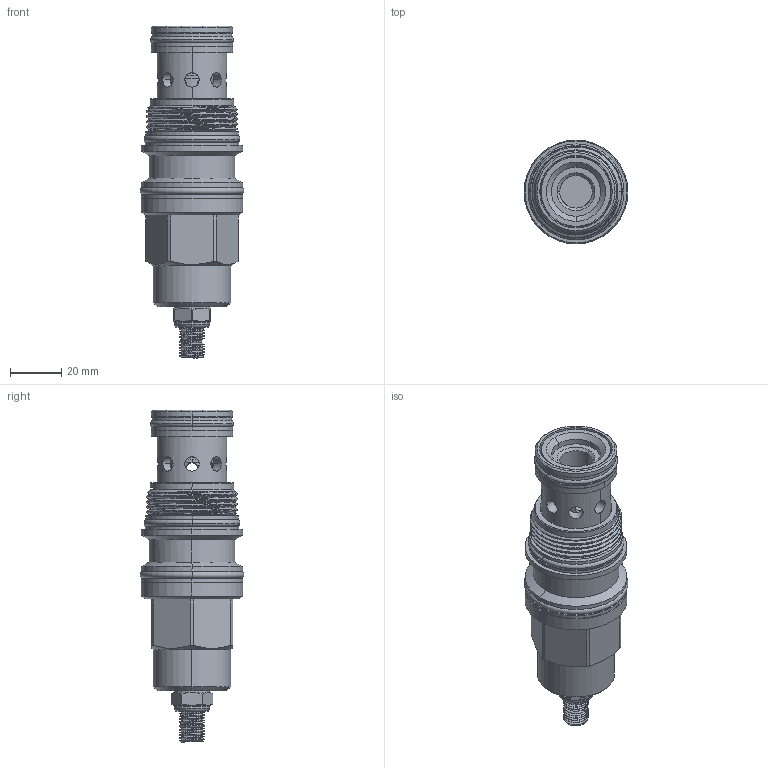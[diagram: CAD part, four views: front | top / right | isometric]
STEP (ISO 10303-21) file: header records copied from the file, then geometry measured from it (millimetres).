
FILE_DESCRIPTION (( 'STEP AP203' ), '1' );
FILE_NAME ('PB17A30-L.STEP', '2016-07-22T06:04:49', ( '' ), ( '' ), 'SwSTEP 2.0', 'SolidWorks 2012', '' );
FILE_SCHEMA (( 'CONFIG_CONTROL_DESIGN' ));
Length unit declared in the file: millimetre
Products named in the file (1): PB17A30-L
Bounding box: 40.39 x 40.39 x 129.15 mm (x, y, z)
Volume: 88130.3 mm3; surface area: 27120.9 mm2
Topology: 9 solids, 18 shells, 407 faces, 1036 edges, 642 vertices
Faces by surface type: cylinder 227, plane 90, cone 42, torus 38, bspline 10
Entity records: 21283 total; most frequent: CARTESIAN_POINT 11634, ORIENTED_EDGE 2068, DIRECTION 1967, EDGE_CURVE 1034, AXIS2_PLACEMENT_3D 834, VERTEX_POINT 642, EDGE_LOOP 472, CIRCLE 436
